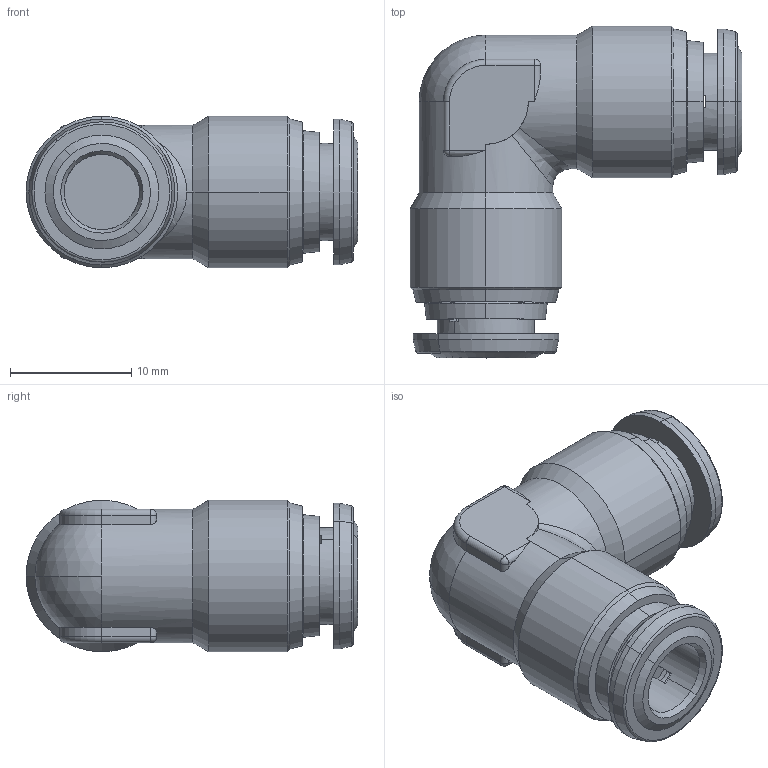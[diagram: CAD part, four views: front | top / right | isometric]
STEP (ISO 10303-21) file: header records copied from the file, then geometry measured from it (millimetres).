
FILE_DESCRIPTION (( 'STEP AP214' ), '1' );
FILE_NAME ('6013000002.step', '2012-10-16T16:33:29', ( '' ), ( '' ), 'SwSTEP 2.0', 'SolidWorks 2012', '' );
FILE_SCHEMA (( 'AUTOMOTIVE_DESIGN' ));
Length unit declared in the file: millimetre
Products named in the file (1): 6013000002
Bounding box: 27.35 x 27.35 x 12.5 mm (x, y, z)
Volume: 3994.4 mm3; surface area: 2248.3 mm2
Topology: 1 solids, 1 shells, 127 faces, 300 edges, 177 vertices
Faces by surface type: cylinder 40, cone 36, plane 34, torus 10, sphere 6, bspline 1
Entity records: 5211 total; most frequent: CARTESIAN_POINT 793, DIRECTION 684, ORIENTED_EDGE 592, EDGE_CURVE 296, AXIS2_PLACEMENT_3D 278, VERTEX_POINT 177, CIRCLE 151, EDGE_LOOP 141
